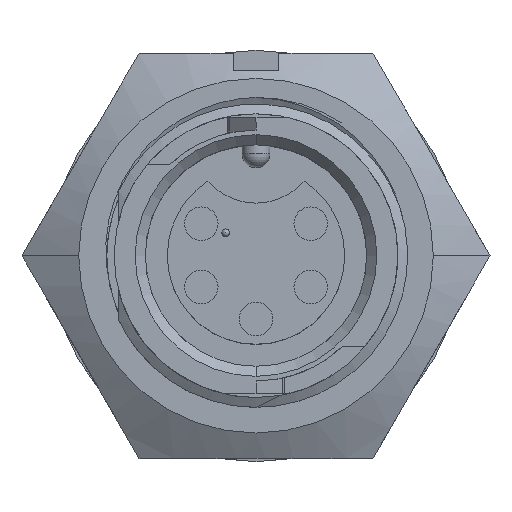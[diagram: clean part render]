
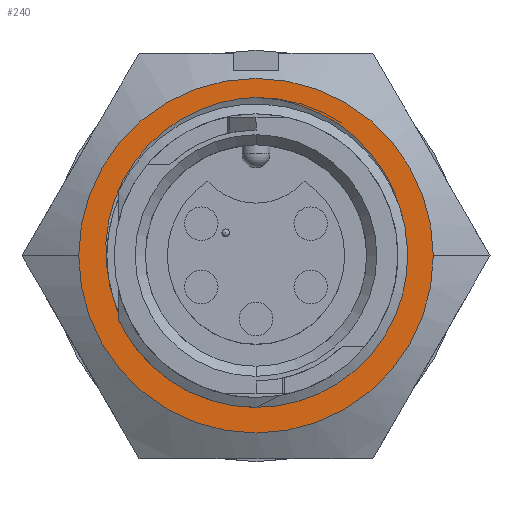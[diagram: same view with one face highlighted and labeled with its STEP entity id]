
A CAD part, top view. The second image highlights one B-rep face of the part: STEP entity #240.
In plain terms, the highlighted planar face has unit normal (0, 0, 1).
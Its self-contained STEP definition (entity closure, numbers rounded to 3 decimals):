
#20 = CARTESIAN_POINT ( 'NONE',  ( 2.774, 7.36, -6.216 ) ) ;
#83 = DIRECTION ( 'NONE',  ( 0., 0., -1. ) ) ;
#126 = CARTESIAN_POINT ( 'NONE',  ( -5.552, 5.41, -6.216 ) ) ;
#164 = ORIENTED_EDGE ( 'NONE', *, *, #2581, .T. ) ;
#177 = CARTESIAN_POINT ( 'NONE',  ( -0.572, 7.92, -6.216 ) ) ;
#180 = CARTESIAN_POINT ( 'NONE',  ( 2.242, 7.558, -6.216 ) ) ;
#240 = ADVANCED_FACE ( 'NONE', ( #6231, #9824 ), #1759, .F. ) ;
#721 = CARTESIAN_POINT ( 'NONE',  ( -8.89, 0., -6.216 ) ) ;
#838 = CARTESIAN_POINT ( 'NONE',  ( 3.795, 6.845, -6.216 ) ) ;
#1065 = CARTESIAN_POINT ( 'NONE',  ( -2.787, 7.354, -6.216 ) ) ;
#1174 = AXIS2_PLACEMENT_3D ( 'NONE', #4508, #83, #8312 ) ;
#1424 = CARTESIAN_POINT ( 'NONE',  ( -7.334, -1.47, -6.216 ) ) ;
#1759 = PLANE ( 'NONE',  #9898 ) ;
#1898 = CARTESIAN_POINT ( 'NONE',  ( 6.557, 4.028, -6.216 ) ) ;
#1955 = CARTESIAN_POINT ( 'NONE',  ( -4.27, 6.536, -6.216 ) ) ;
#2012 = CARTESIAN_POINT ( 'NONE',  ( -1.142, 7.839, -6.216 ) ) ;
#2384 = CARTESIAN_POINT ( 'NONE',  ( -7.334, -1.47, -6.216 ) ) ;
#2445 = ORIENTED_EDGE ( 'NONE', *, *, #11645, .F. ) ;
#2581 = EDGE_CURVE ( 'NONE', #4858, #8069, #5145, .T. ) ;
#2794 = CARTESIAN_POINT ( 'NONE',  ( 7.047, 2.994, -6.216 ) ) ;
#2839 = EDGE_LOOP ( 'NONE', ( #5005, #2925 ) ) ;
#2848 = CARTESIAN_POINT ( 'NONE',  ( 4.269, 6.536, -6.216 ) ) ;
#2907 = CARTESIAN_POINT ( 'NONE',  ( 7.532, -0.351, -6.216 ) ) ;
#2925 = ORIENTED_EDGE ( 'NONE', *, *, #9621, .F. ) ;
#2991 = DIRECTION ( 'NONE',  ( 0., 0., 1. ) ) ;
#3557 = CARTESIAN_POINT ( 'NONE',  ( -7.534, -0.057, -6.216 ) ) ;
#3587 = DIRECTION ( 'NONE',  ( 0., 0., -1. ) ) ;
#3612 = CARTESIAN_POINT ( 'NONE',  ( 0., 7.938, -6.216 ) ) ;
#3615 = CARTESIAN_POINT ( 'NONE',  ( 5.145, 5.822, -6.216 ) ) ;
#3618 = AXIS2_PLACEMENT_3D ( 'NONE', #3879, #2991, #10154 ) ;
#3728 = CARTESIAN_POINT ( 'NONE',  ( -7.475, 1.358, -6.216 ) ) ;
#3786 = CARTESIAN_POINT ( 'NONE',  ( -6.555, 4.03, -6.216 ) ) ;
#3789 = CARTESIAN_POINT ( 'NONE',  ( 7.334, -1.47, -6.216 ) ) ;
#3879 = CARTESIAN_POINT ( 'NONE',  ( 0., 0., -6.216 ) ) ;
#4002 = CARTESIAN_POINT ( 'NONE',  ( 0., 7.938, -6.216 ) ) ;
#4206 = VERTEX_POINT ( 'NONE', #721 ) ;
#4234 = EDGE_CURVE ( 'NONE', #8069, #9707, #10877, .T. ) ;
#4444 = CARTESIAN_POINT ( 'NONE',  ( 7.475, 1.355, -6.216 ) ) ;
#4508 = CARTESIAN_POINT ( 'NONE',  ( 0., 0., -6.216 ) ) ;
#4556 = CARTESIAN_POINT ( 'NONE',  ( 5.55, 5.413, -6.216 ) ) ;
#4599 = CIRCLE ( 'NONE', #10248, 8.89 ) ;
#4858 = VERTEX_POINT ( 'NONE', #1424 ) ;
#5005 = ORIENTED_EDGE ( 'NONE', *, *, #5457, .F. ) ;
#5032 = CARTESIAN_POINT ( 'NONE',  ( 0., 7.938, -6.216 ) ) ;
#5084 = CARTESIAN_POINT ( 'NONE',  ( 1.417, 7.769, -6.216 ) ) ;
#5145 = B_SPLINE_CURVE_WITH_KNOTS ( 'NONE', 3,
 ( #2384, #5973, #9549, #7372, #3557, #5380, #3728, #8182, #7265, #3786, #10790, #126, #10965, #1955, #10730, #1065, #7317, #2012, #177, #3612 ),
 .UNSPECIFIED., .F., .F.,
 ( 4, 2, 2, 2, 2, 2, 2, 2, 2, 4 ),
 ( 0., 0.001, 0.002, 0.003, 0.005, 0.007, 0.009, 0.01, 0.012, 0.014 ),
 .UNSPECIFIED. ) ;
#5380 = CARTESIAN_POINT ( 'NONE',  ( -7.536, 0.794, -6.216 ) ) ;
#5457 = EDGE_CURVE ( 'NONE', #4206, #11471, #7941, .T. ) ;
#5663 = DIRECTION ( 'NONE',  ( -1., 0., 0. ) ) ;
#5973 = CARTESIAN_POINT ( 'NONE',  ( -7.4, -1.192, -6.216 ) ) ;
#5976 = CARTESIAN_POINT ( 'NONE',  ( 0.57, 7.904, -6.216 ) ) ;
#6224 = ORIENTED_EDGE ( 'NONE', *, *, #4234, .T. ) ;
#6231 = FACE_BOUND ( 'NONE', #8755, .T. ) ;
#6376 = CARTESIAN_POINT ( 'NONE',  ( 7.537, 0.781, -6.216 ) ) ;
#7179 = DIRECTION ( 'NONE',  ( -1., 0., 0. ) ) ;
#7265 = CARTESIAN_POINT ( 'NONE',  ( -7.04, 3.009, -6.216 ) ) ;
#7317 = CARTESIAN_POINT ( 'NONE',  ( -2.248, 7.557, -6.216 ) ) ;
#7372 = CARTESIAN_POINT ( 'NONE',  ( -7.517, -0.343, -6.216 ) ) ;
#7493 = CARTESIAN_POINT ( 'NONE',  ( 8.89, 0., -6.216 ) ) ;
#7673 = CARTESIAN_POINT ( 'NONE',  ( 7.334, -1.47, -6.216 ) ) ;
#7941 = CIRCLE ( 'NONE', #1174, 8.89 ) ;
#8051 = CARTESIAN_POINT ( 'NONE',  ( -5.866, -10.16, -6.216 ) ) ;
#8069 = VERTEX_POINT ( 'NONE', #4002 ) ;
#8182 = CARTESIAN_POINT ( 'NONE',  ( -7.225, 2.475, -6.216 ) ) ;
#8245 = CARTESIAN_POINT ( 'NONE',  ( 7.23, 2.457, -6.216 ) ) ;
#8312 = DIRECTION ( 'NONE',  ( -1., 0., 0. ) ) ;
#8499 = CIRCLE ( 'NONE', #3618, 7.48 ) ;
#8609 = CARTESIAN_POINT ( 'NONE',  ( 0.286, 7.929, -6.216 ) ) ;
#8755 = EDGE_LOOP ( 'NONE', ( #164, #6224, #2445 ) ) ;
#9065 = CARTESIAN_POINT ( 'NONE',  ( 6.255, 4.516, -6.216 ) ) ;
#9485 = CARTESIAN_POINT ( 'NONE',  ( 0., 0., -6.216 ) ) ;
#9549 = CARTESIAN_POINT ( 'NONE',  ( -7.45, -0.91, -6.216 ) ) ;
#9552 = CARTESIAN_POINT ( 'NONE',  ( 1.136, 7.824, -6.216 ) ) ;
#9621 = EDGE_CURVE ( 'NONE', #11471, #4206, #4599, .T. ) ;
#9707 = VERTEX_POINT ( 'NONE', #7673 ) ;
#9824 = FACE_OUTER_BOUND ( 'NONE', #2839, .T. ) ;
#9898 = AXIS2_PLACEMENT_3D ( 'NONE', #8051, #3587, #7179 ) ;
#10154 = DIRECTION ( 'NONE',  ( 1., 0., 0. ) ) ;
#10189 = DIRECTION ( 'NONE',  ( 0., 0., -1. ) ) ;
#10248 = AXIS2_PLACEMENT_3D ( 'NONE', #9485, #10189, #5663 ) ;
#10730 = CARTESIAN_POINT ( 'NONE',  ( -3.795, 6.844, -6.216 ) ) ;
#10790 = CARTESIAN_POINT ( 'NONE',  ( -6.251, 4.521, -6.216 ) ) ;
#10877 = B_SPLINE_CURVE_WITH_KNOTS ( 'NONE', 3,
 ( #5032, #8609, #5976, #9552, #5084, #180, #20, #838, #2848, #3615, #4556, #9065, #1898, #2794, #8245, #4444, #6376, #2907, #10968, #3789 ),
 .UNSPECIFIED., .F., .F.,
 ( 4, 2, 2, 2, 2, 2, 2, 2, 2, 4 ),
 ( 0., 0.001, 0.002, 0.003, 0.005, 0.007, 0.009, 0.01, 0.012, 0.014 ),
 .UNSPECIFIED. ) ;
#10965 = CARTESIAN_POINT ( 'NONE',  ( -5.156, 5.813, -6.216 ) ) ;
#10968 = CARTESIAN_POINT ( 'NONE',  ( 7.466, -0.913, -6.216 ) ) ;
#11471 = VERTEX_POINT ( 'NONE', #7493 ) ;
#11645 = EDGE_CURVE ( 'NONE', #4858, #9707, #8499, .T. ) ;
